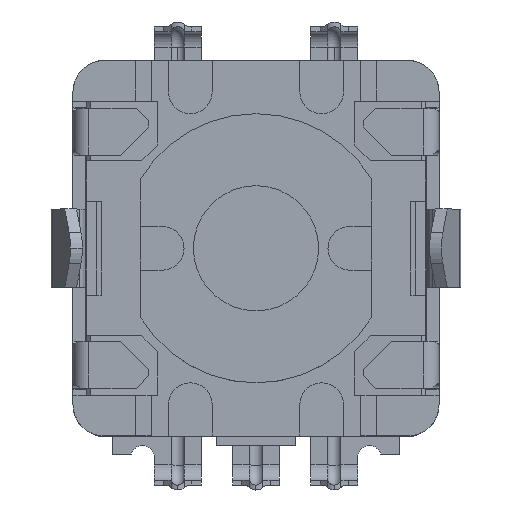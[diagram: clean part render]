
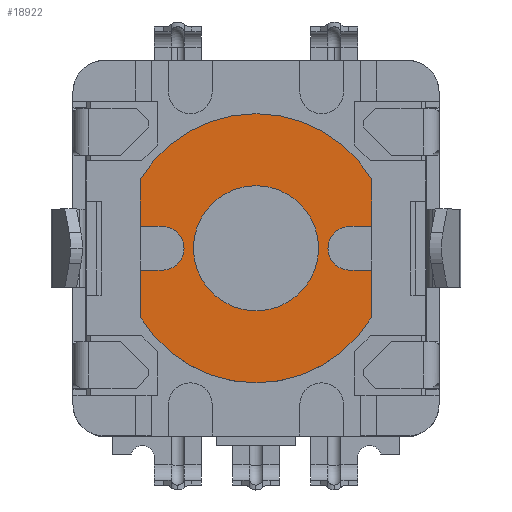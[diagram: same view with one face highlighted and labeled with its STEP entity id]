
A CAD part, top view. The second image highlights one B-rep face of the part: STEP entity #18922.
In plain terms, the highlighted planar face has unit normal (0, 0, 1).
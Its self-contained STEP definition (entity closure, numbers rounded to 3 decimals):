
#155 = DIRECTION ( 'NONE',  ( -1., 0., 0. ) ) ;
#188 = EDGE_CURVE ( 'NONE', #3455, #19400, #21270, .T. ) ;
#224 = AXIS2_PLACEMENT_3D ( 'NONE', #9968, #6203, #4348 ) ;
#232 = CIRCLE ( 'NONE', #1679, 2. ) ;
#490 = VERTEX_POINT ( 'NONE', #14454 ) ;
#739 = CARTESIAN_POINT ( 'NONE',  ( 2.79, 0.771, -12.154 ) ) ;
#821 = CARTESIAN_POINT ( 'NONE',  ( -0.21, 0.771, -12.154 ) ) ;
#845 = DIRECTION ( 'NONE',  ( 0., 1., 0. ) ) ;
#1537 = CARTESIAN_POINT ( 'NONE',  ( 3.49, -2.12, -12.154 ) ) ;
#1565 = ORIENTED_EDGE ( 'NONE', *, *, #12461, .T. ) ;
#1679 = AXIS2_PLACEMENT_3D ( 'NONE', #18185, #9602, #845 ) ;
#1798 = VECTOR ( 'NONE', #19578, 1000. ) ;
#2990 = CARTESIAN_POINT ( 'NONE',  ( 3.49, 2.262, -12.154 ) ) ;
#3100 = CARTESIAN_POINT ( 'NONE',  ( -3.91, 2.262, -12.154 ) ) ;
#3207 = EDGE_CURVE ( 'NONE', #19400, #14109, #6009, .T. ) ;
#3237 = VECTOR ( 'NONE', #6578, 1000. ) ;
#3455 = VERTEX_POINT ( 'NONE', #7114 ) ;
#3522 = CARTESIAN_POINT ( 'NONE',  ( -0.21, 0.071, -12.154 ) ) ;
#3762 = CARTESIAN_POINT ( 'NONE',  ( -3.91, -2.12, -12.154 ) ) ;
#4208 = CIRCLE ( 'NONE', #7505, 4.3 ) ;
#4348 = DIRECTION ( 'NONE',  ( 0., 1., 0. ) ) ;
#4443 = DIRECTION ( 'NONE',  ( -1., 0., 0. ) ) ;
#4603 = CIRCLE ( 'NONE', #17415, 0.7 ) ;
#4667 = ORIENTED_EDGE ( 'NONE', *, *, #20605, .T. ) ;
#4768 = EDGE_CURVE ( 'NONE', #5152, #16129, #19217, .T. ) ;
#4775 = CARTESIAN_POINT ( 'NONE',  ( -0.21, 2.071, -12.154 ) ) ;
#4932 = ORIENTED_EDGE ( 'NONE', *, *, #19981, .T. ) ;
#5137 = VECTOR ( 'NONE', #15067, 1000. ) ;
#5152 = VERTEX_POINT ( 'NONE', #16091 ) ;
#5294 = PLANE ( 'NONE',  #6825 ) ;
#5587 = CARTESIAN_POINT ( 'NONE',  ( -3.91, 2.262, -12.154 ) ) ;
#5933 = DIRECTION ( 'NONE',  ( 0., 0., -1. ) ) ;
#5982 = DIRECTION ( 'NONE',  ( 0., -1., 0. ) ) ;
#6009 = LINE ( 'NONE', #20079, #14330 ) ;
#6021 = CARTESIAN_POINT ( 'NONE',  ( -0.21, 4.371, -12.154 ) ) ;
#6203 = DIRECTION ( 'NONE',  ( 0., 0., -1. ) ) ;
#6407 = EDGE_CURVE ( 'NONE', #7704, #7216, #11201, .T. ) ;
#6497 = FACE_BOUND ( 'NONE', #6731, .T. ) ;
#6578 = DIRECTION ( 'NONE',  ( 0., -1., 0. ) ) ;
#6731 = EDGE_LOOP ( 'NONE', ( #20761, #4932 ) ) ;
#6825 = AXIS2_PLACEMENT_3D ( 'NONE', #17563, #15970, #10665 ) ;
#6896 = ORIENTED_EDGE ( 'NONE', *, *, #8131, .T. ) ;
#6950 = CARTESIAN_POINT ( 'NONE',  ( -0.21, -0.629, -12.154 ) ) ;
#7114 = CARTESIAN_POINT ( 'NONE',  ( -3.21, -0.629, -12.154 ) ) ;
#7216 = VERTEX_POINT ( 'NONE', #6021 ) ;
#7505 = AXIS2_PLACEMENT_3D ( 'NONE', #3522, #21065, #11770 ) ;
#7704 = VERTEX_POINT ( 'NONE', #5587 ) ;
#7712 = CIRCLE ( 'NONE', #15044, 2. ) ;
#7749 = EDGE_CURVE ( 'NONE', #20550, #10661, #8802, .T. ) ;
#8053 = DIRECTION ( 'NONE',  ( 0., 1., 0. ) ) ;
#8067 = VERTEX_POINT ( 'NONE', #8192 ) ;
#8098 = ORIENTED_EDGE ( 'NONE', *, *, #188, .T. ) ;
#8131 = EDGE_CURVE ( 'NONE', #7704, #10053, #9900, .T. ) ;
#8192 = CARTESIAN_POINT ( 'NONE',  ( -3.21, 0.771, -12.154 ) ) ;
#8802 = CIRCLE ( 'NONE', #19481, 0.7 ) ;
#9399 = CARTESIAN_POINT ( 'NONE',  ( -0.21, -0.629, -12.154 ) ) ;
#9602 = DIRECTION ( 'NONE',  ( 0., 0., -1. ) ) ;
#9652 = LINE ( 'NONE', #20288, #15633 ) ;
#9682 = ORIENTED_EDGE ( 'NONE', *, *, #4768, .T. ) ;
#9900 = LINE ( 'NONE', #3100, #3237 ) ;
#9968 = CARTESIAN_POINT ( 'NONE',  ( -0.21, 0.071, -12.154 ) ) ;
#10001 = LINE ( 'NONE', #821, #5137 ) ;
#10053 = VERTEX_POINT ( 'NONE', #21331 ) ;
#10076 = ORIENTED_EDGE ( 'NONE', *, *, #6407, .F. ) ;
#10217 = EDGE_CURVE ( 'NONE', #5152, #14109, #4208, .T. ) ;
#10590 = AXIS2_PLACEMENT_3D ( 'NONE', #16885, #13648, #20873 ) ;
#10661 = VERTEX_POINT ( 'NONE', #739 ) ;
#10665 = DIRECTION ( 'NONE',  ( 0., -1., 0. ) ) ;
#10882 = ORIENTED_EDGE ( 'NONE', *, *, #13822, .T. ) ;
#11201 = CIRCLE ( 'NONE', #224, 4.3 ) ;
#11474 = CARTESIAN_POINT ( 'NONE',  ( -0.21, -1.929, -12.154 ) ) ;
#11770 = DIRECTION ( 'NONE',  ( 0., 1., 0. ) ) ;
#11918 = EDGE_CURVE ( 'NONE', #7216, #17442, #14262, .T. ) ;
#12461 = EDGE_CURVE ( 'NONE', #16129, #20550, #21536, .T. ) ;
#12829 = CARTESIAN_POINT ( 'NONE',  ( 3.49, -0.629, -12.154 ) ) ;
#12964 = DIRECTION ( 'NONE',  ( 0., -1., 0. ) ) ;
#13564 = EDGE_CURVE ( 'NONE', #15336, #14781, #232, .T. ) ;
#13648 = DIRECTION ( 'NONE',  ( 0., 0., -1. ) ) ;
#13822 = EDGE_CURVE ( 'NONE', #490, #17442, #9652, .T. ) ;
#14109 = VERTEX_POINT ( 'NONE', #3762 ) ;
#14114 = EDGE_CURVE ( 'NONE', #8067, #3455, #4603, .T. ) ;
#14262 = CIRCLE ( 'NONE', #10590, 4.3 ) ;
#14273 = DIRECTION ( 'NONE',  ( 0., 1., 0. ) ) ;
#14284 = VECTOR ( 'NONE', #4443, 1000. ) ;
#14330 = VECTOR ( 'NONE', #12964, 1000. ) ;
#14454 = CARTESIAN_POINT ( 'NONE',  ( 3.49, 0.771, -12.154 ) ) ;
#14781 = VERTEX_POINT ( 'NONE', #11474 ) ;
#14897 = CARTESIAN_POINT ( 'NONE',  ( -3.91, -0.629, -12.154 ) ) ;
#14971 = DIRECTION ( 'NONE',  ( 0., -1., 0. ) ) ;
#15044 = AXIS2_PLACEMENT_3D ( 'NONE', #16778, #5933, #20765 ) ;
#15067 = DIRECTION ( 'NONE',  ( 1., 0., 0. ) ) ;
#15336 = VERTEX_POINT ( 'NONE', #4775 ) ;
#15550 = ORIENTED_EDGE ( 'NONE', *, *, #10217, .F. ) ;
#15581 = CARTESIAN_POINT ( 'NONE',  ( 2.79, -0.629, -12.154 ) ) ;
#15633 = VECTOR ( 'NONE', #8053, 1000. ) ;
#15970 = DIRECTION ( 'NONE',  ( 0., 0., 1. ) ) ;
#16091 = CARTESIAN_POINT ( 'NONE',  ( 3.49, -2.12, -12.154 ) ) ;
#16129 = VERTEX_POINT ( 'NONE', #12829 ) ;
#16262 = CARTESIAN_POINT ( 'NONE',  ( -0.21, 0.771, -12.154 ) ) ;
#16398 = CARTESIAN_POINT ( 'NONE',  ( -3.21, 0.071, -12.154 ) ) ;
#16778 = CARTESIAN_POINT ( 'NONE',  ( -0.21, 0.071, -12.154 ) ) ;
#16885 = CARTESIAN_POINT ( 'NONE',  ( -0.21, 0.071, -12.154 ) ) ;
#16915 = CARTESIAN_POINT ( 'NONE',  ( 2.79, 0.071, -12.154 ) ) ;
#16938 = EDGE_LOOP ( 'NONE', ( #15550, #9682, #1565, #22314, #4667, #10882, #20051, #10076, #6896, #19138, #19806, #8098, #18526 ) ) ;
#17415 = AXIS2_PLACEMENT_3D ( 'NONE', #16398, #19718, #5982 ) ;
#17442 = VERTEX_POINT ( 'NONE', #2990 ) ;
#17563 = CARTESIAN_POINT ( 'NONE',  ( -0.21, 0.071, -12.154 ) ) ;
#17714 = VECTOR ( 'NONE', #14273, 1000. ) ;
#18185 = CARTESIAN_POINT ( 'NONE',  ( -0.21, 0.071, -12.154 ) ) ;
#18526 = ORIENTED_EDGE ( 'NONE', *, *, #3207, .T. ) ;
#18922 = ADVANCED_FACE ( 'NONE', ( #22192, #6497 ), #5294, .T. ) ;
#19138 = ORIENTED_EDGE ( 'NONE', *, *, #20955, .T. ) ;
#19217 = LINE ( 'NONE', #1537, #17714 ) ;
#19400 = VERTEX_POINT ( 'NONE', #14897 ) ;
#19481 = AXIS2_PLACEMENT_3D ( 'NONE', #16915, #21737, #14971 ) ;
#19578 = DIRECTION ( 'NONE',  ( 1., 0., 0. ) ) ;
#19718 = DIRECTION ( 'NONE',  ( 0., 0., -1. ) ) ;
#19806 = ORIENTED_EDGE ( 'NONE', *, *, #14114, .T. ) ;
#19981 = EDGE_CURVE ( 'NONE', #14781, #15336, #7712, .T. ) ;
#20051 = ORIENTED_EDGE ( 'NONE', *, *, #11918, .F. ) ;
#20079 = CARTESIAN_POINT ( 'NONE',  ( -3.91, 2.262, -12.154 ) ) ;
#20288 = CARTESIAN_POINT ( 'NONE',  ( 3.49, -2.12, -12.154 ) ) ;
#20550 = VERTEX_POINT ( 'NONE', #15581 ) ;
#20605 = EDGE_CURVE ( 'NONE', #10661, #490, #21522, .T. ) ;
#20742 = VECTOR ( 'NONE', #155, 1000. ) ;
#20761 = ORIENTED_EDGE ( 'NONE', *, *, #13564, .T. ) ;
#20765 = DIRECTION ( 'NONE',  ( 0., 1., 0. ) ) ;
#20873 = DIRECTION ( 'NONE',  ( 0., 1., 0. ) ) ;
#20955 = EDGE_CURVE ( 'NONE', #10053, #8067, #10001, .T. ) ;
#21065 = DIRECTION ( 'NONE',  ( 0., 0., -1. ) ) ;
#21270 = LINE ( 'NONE', #6950, #20742 ) ;
#21331 = CARTESIAN_POINT ( 'NONE',  ( -3.91, 0.771, -12.154 ) ) ;
#21522 = LINE ( 'NONE', #16262, #1798 ) ;
#21536 = LINE ( 'NONE', #9399, #14284 ) ;
#21737 = DIRECTION ( 'NONE',  ( 0., 0., -1. ) ) ;
#22192 = FACE_OUTER_BOUND ( 'NONE', #16938, .T. ) ;
#22314 = ORIENTED_EDGE ( 'NONE', *, *, #7749, .T. ) ;
